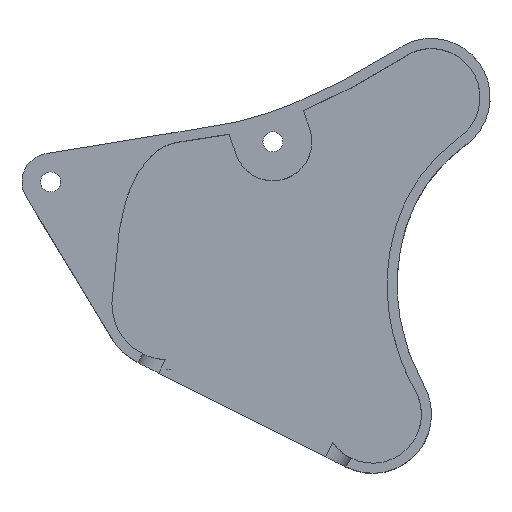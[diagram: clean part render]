
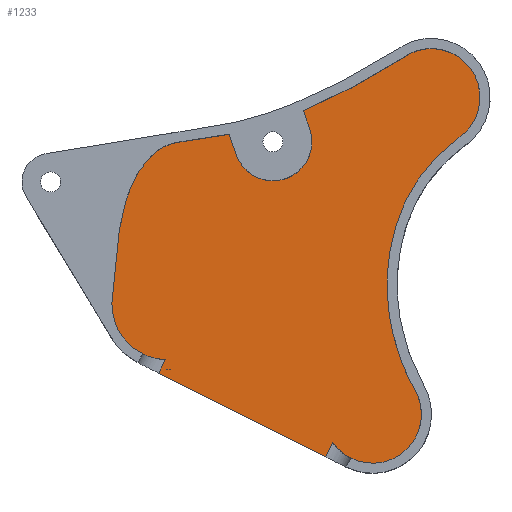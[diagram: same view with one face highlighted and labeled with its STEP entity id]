
A CAD part, top view. The second image highlights one B-rep face of the part: STEP entity #1233.
In plain terms, the highlighted planar face has unit normal (0, 0, 1).
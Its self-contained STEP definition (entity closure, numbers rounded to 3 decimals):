
#16=FACE_BOUND('',#327,.T.);
#26=PLANE('',#1337);
#104=LINE('',#3019,#166);
#105=LINE('',#3051,#167);
#106=LINE('',#3055,#168);
#107=LINE('',#3080,#169);
#108=LINE('',#3081,#170);
#166=VECTOR('',#1539,10.);
#167=VECTOR('',#1546,10.);
#168=VECTOR('',#1549,10.);
#169=VECTOR('',#1554,10.);
#170=VECTOR('',#1555,10.);
#251=FACE_OUTER_BOUND('',#326,.T.);
#326=EDGE_LOOP('',(#1010,#1011,#1012,#1013,#1014,#1015,#1016,#1017,#1018,
#1019,#1020,#1021,#1022,#1023));
#327=EDGE_LOOP('',(#1024,#1025));
#393=CIRCLE('',#1329,11.449);
#397=CIRCLE('',#1338,8.5);
#398=CIRCLE('',#1339,8.5);
#399=CIRCLE('',#1340,6.773);
#400=CIRCLE('',#1341,8.533);
#401=CIRCLE('',#1342,9.699);
#466=B_SPLINE_CURVE_WITH_KNOTS('',3,(#3024,#3025,#3026,#3027,#3028,#3029,
#3030,#3031,#3032,#3033,#3034,#3035,#3036,#3037,#3038,#3039),
 .UNSPECIFIED.,.F.,.F.,(4,3,3,3,3,4),(-1.,-0.984,-0.692,
-0.485,-0.263,0.),.UNSPECIFIED.);
#467=B_SPLINE_CURVE_WITH_KNOTS('',3,(#3043,#3044,#3045,#3046,#3047,#3048,
#3049),.UNSPECIFIED.,.F.,.F.,(4,3,4),(0.564,1.,1.001),
 .UNSPECIFIED.);
#468=B_SPLINE_CURVE_WITH_KNOTS('',3,(#3057,#3058,#3059,#3060),
 .UNSPECIFIED.,.F.,.F.,(4,4),(0.001,0.228),
 .UNSPECIFIED.);
#469=B_SPLINE_CURVE_WITH_KNOTS('',3,(#3064,#3065,#3066,#3067,#3068,#3069,
#3070,#3071,#3072,#3073,#3074,#3075,#3076),.UNSPECIFIED.,.F.,.F.,(4,3,3,
3,4),(0.001,0.462,0.818,1.,1.007),
 .UNSPECIFIED.);
#470=B_SPLINE_CURVE_WITH_KNOTS('',3,(#3082,#3083,#3084,#3085,#3086,#3087),
 .UNSPECIFIED.,.F.,.F.,(4,2,4),(-0.065,-0.033,
0.),.UNSPECIFIED.);
#553=VERTEX_POINT('',#2862);
#554=VERTEX_POINT('',#2864);
#559=VERTEX_POINT('',#3004);
#561=VERTEX_POINT('',#3008);
#562=VERTEX_POINT('',#3021);
#563=VERTEX_POINT('',#3023);
#564=VERTEX_POINT('',#3040);
#565=VERTEX_POINT('',#3042);
#566=VERTEX_POINT('',#3050);
#567=VERTEX_POINT('',#3052);
#568=VERTEX_POINT('',#3054);
#569=VERTEX_POINT('',#3056);
#570=VERTEX_POINT('',#3061);
#571=VERTEX_POINT('',#3063);
#572=VERTEX_POINT('',#3077);
#573=VERTEX_POINT('',#3079);
#714=EDGE_CURVE('',#553,#554,#393,.T.);
#727=EDGE_CURVE('',#561,#559,#104,.T.);
#728=EDGE_CURVE('',#562,#561,#397,.T.);
#729=EDGE_CURVE('',#563,#562,#466,.T.);
#730=EDGE_CURVE('',#564,#563,#398,.T.);
#731=EDGE_CURVE('',#565,#564,#467,.T.);
#732=EDGE_CURVE('',#566,#565,#105,.T.);
#733=EDGE_CURVE('',#567,#566,#399,.T.);
#734=EDGE_CURVE('',#568,#567,#106,.T.);
#735=EDGE_CURVE('',#569,#568,#468,.T.);
#736=EDGE_CURVE('',#570,#569,#400,.T.);
#737=EDGE_CURVE('',#571,#570,#469,.T.);
#738=EDGE_CURVE('',#572,#571,#401,.T.);
#739=EDGE_CURVE('',#573,#572,#107,.T.);
#740=EDGE_CURVE('',#559,#573,#108,.T.);
#741=EDGE_CURVE('',#554,#553,#470,.T.);
#1010=ORIENTED_EDGE('',*,*,#727,.F.);
#1011=ORIENTED_EDGE('',*,*,#728,.F.);
#1012=ORIENTED_EDGE('',*,*,#729,.F.);
#1013=ORIENTED_EDGE('',*,*,#730,.F.);
#1014=ORIENTED_EDGE('',*,*,#731,.F.);
#1015=ORIENTED_EDGE('',*,*,#732,.F.);
#1016=ORIENTED_EDGE('',*,*,#733,.F.);
#1017=ORIENTED_EDGE('',*,*,#734,.F.);
#1018=ORIENTED_EDGE('',*,*,#735,.F.);
#1019=ORIENTED_EDGE('',*,*,#736,.F.);
#1020=ORIENTED_EDGE('',*,*,#737,.F.);
#1021=ORIENTED_EDGE('',*,*,#738,.F.);
#1022=ORIENTED_EDGE('',*,*,#739,.F.);
#1023=ORIENTED_EDGE('',*,*,#740,.F.);
#1024=ORIENTED_EDGE('',*,*,#741,.F.);
#1025=ORIENTED_EDGE('',*,*,#714,.F.);
#1233=ADVANCED_FACE('',(#251,#16),#26,.T.);
#1329=AXIS2_PLACEMENT_3D('',#2865,#1518,#1519);
#1337=AXIS2_PLACEMENT_3D('',#3020,#1540,#1541);
#1338=AXIS2_PLACEMENT_3D('',#3022,#1542,#1543);
#1339=AXIS2_PLACEMENT_3D('',#3041,#1544,#1545);
#1340=AXIS2_PLACEMENT_3D('',#3053,#1547,#1548);
#1341=AXIS2_PLACEMENT_3D('',#3062,#1550,#1551);
#1342=AXIS2_PLACEMENT_3D('',#3078,#1552,#1553);
#1518=DIRECTION('center_axis',(0.,0.,
1.));
#1519=DIRECTION('ref_axis',(0.041,-0.999,0.));
#1539=DIRECTION('',(-0.448,-0.894,0.));
#1540=DIRECTION('center_axis',(0.,0.,1.));
#1541=DIRECTION('ref_axis',(1.,0.,0.));
#1542=DIRECTION('center_axis',(0.,0.,-1.));
#1543=DIRECTION('ref_axis',(-0.448,-0.894,0.));
#1544=DIRECTION('center_axis',(0.,0.,-1.));
#1545=DIRECTION('ref_axis',(0.589,-0.808,0.));
#1546=DIRECTION('',(-0.32,0.947,0.));
#1547=DIRECTION('center_axis',(0.,0.,1.));
#1548=DIRECTION('ref_axis',(1.,0.,0.));
#1549=DIRECTION('',(0.32,-0.947,0.));
#1550=DIRECTION('center_axis',(0.,0.,-1.));
#1551=DIRECTION('ref_axis',(-0.08,0.997,0.));
#1552=DIRECTION('center_axis',(0.,0.,-1.));
#1553=DIRECTION('ref_axis',(-1.,0.006,0.));
#1554=DIRECTION('',(0.448,0.894,0.));
#1555=DIRECTION('',(-0.894,0.448,0.));
#2862=CARTESIAN_POINT('',(52.52,3.013,-1.));
#2864=CARTESIAN_POINT('',(53.169,3.021,-1.));
#2865=CARTESIAN_POINT('Origin',(52.697,14.46,-1.));
#3004=CARTESIAN_POINT('',(80.213,-12.15,-1.));
#3008=CARTESIAN_POINT('',(81.446,-9.692,-1.));
#3019=CARTESIAN_POINT('',(86.698,0.78,-1.));
#3020=CARTESIAN_POINT('Origin',(75.043,22.808,-1.));
#3021=CARTESIAN_POINT('',(95.793,-0.614,-1.));
#3022=CARTESIAN_POINT('Origin',(88.384,-4.781,-1.));
#3023=CARTESIAN_POINT('',(103.594,43.527,-1.));
#3024=CARTESIAN_POINT('Ctrl Pts',(103.594,43.527,-1.));
#3025=CARTESIAN_POINT('Ctrl Pts',(103.375,43.367,-1.));
#3026=CARTESIAN_POINT('Ctrl Pts',(103.159,43.206,-1.));
#3027=CARTESIAN_POINT('Ctrl Pts',(102.946,43.043,-1.));
#3028=CARTESIAN_POINT('Ctrl Pts',(99.09,40.094,-1.));
#3029=CARTESIAN_POINT('Ctrl Pts',(96.211,36.638,-1.));
#3030=CARTESIAN_POINT('Ctrl Pts',(94.201,32.539,-1.));
#3031=CARTESIAN_POINT('Ctrl Pts',(92.764,29.609,-1.));
#3032=CARTESIAN_POINT('Ctrl Pts',(91.77,26.301,-1.));
#3033=CARTESIAN_POINT('Ctrl Pts',(91.275,22.824,-1.));
#3034=CARTESIAN_POINT('Ctrl Pts',(90.748,19.109,-1.));
#3035=CARTESIAN_POINT('Ctrl Pts',(90.804,15.296,-1.));
#3036=CARTESIAN_POINT('Ctrl Pts',(91.412,11.663,-1.));
#3037=CARTESIAN_POINT('Ctrl Pts',(92.132,7.366,-1.));
#3038=CARTESIAN_POINT('Ctrl Pts',(93.605,3.275,-1.));
#3039=CARTESIAN_POINT('Ctrl Pts',(95.793,-0.614,-1.));
#3040=CARTESIAN_POINT('',(93.535,57.231,-1.));
#3041=CARTESIAN_POINT('Origin',(98.587,50.396,-1.));
#3042=CARTESIAN_POINT('',(76.341,48.104,-1.));
#3043=CARTESIAN_POINT('Ctrl Pts',(76.341,48.104,-1.));
#3044=CARTESIAN_POINT('Ctrl Pts',(81.997,50.471,-1.));
#3045=CARTESIAN_POINT('Ctrl Pts',(87.71,53.572,-1.));
#3046=CARTESIAN_POINT('Ctrl Pts',(93.481,57.198,-1.));
#3047=CARTESIAN_POINT('Ctrl Pts',(93.499,57.209,-1.));
#3048=CARTESIAN_POINT('Ctrl Pts',(93.517,57.22,-1.));
#3049=CARTESIAN_POINT('Ctrl Pts',(93.535,57.231,-1.));
#3050=CARTESIAN_POINT('',(77.45,44.82,-1.));
#3051=CARTESIAN_POINT('',(77.45,44.82,-1.));
#3052=CARTESIAN_POINT('',(64.615,40.489,-1.));
#3053=CARTESIAN_POINT('Origin',(71.032,42.654,-1.));
#3054=CARTESIAN_POINT('',(63.43,43.999,-1.));
#3055=CARTESIAN_POINT('',(64.615,40.489,-1.));
#3056=CARTESIAN_POINT('',(54.857,42.654,-1.));
#3057=CARTESIAN_POINT('Ctrl Pts',(54.857,42.654,-1.));
#3058=CARTESIAN_POINT('Ctrl Pts',(57.691,42.927,-1.));
#3059=CARTESIAN_POINT('Ctrl Pts',(60.548,43.368,-1.));
#3060=CARTESIAN_POINT('Ctrl Pts',(63.43,43.999,-1.));
#3061=CARTESIAN_POINT('',(48.736,38.858,-1.));
#3062=CARTESIAN_POINT('Origin',(55.874,34.181,-1.));
#3063=CARTESIAN_POINT('',(42.998,14.482,-1.));
#3064=CARTESIAN_POINT('Ctrl Pts',(42.998,14.482,-1.));
#3065=CARTESIAN_POINT('Ctrl Pts',(43.282,19.943,-1.));
#3066=CARTESIAN_POINT('Ctrl Pts',(43.776,24.868,-1.));
#3067=CARTESIAN_POINT('Ctrl Pts',(44.578,28.88,-1.));
#3068=CARTESIAN_POINT('Ctrl Pts',(45.195,31.972,-1.));
#3069=CARTESIAN_POINT('Ctrl Pts',(46.014,34.451,-1.));
#3070=CARTESIAN_POINT('Ctrl Pts',(47.011,36.325,-1.));
#3071=CARTESIAN_POINT('Ctrl Pts',(47.522,37.286,-1.));
#3072=CARTESIAN_POINT('Ctrl Pts',(48.077,38.097,-1.));
#3073=CARTESIAN_POINT('Ctrl Pts',(48.663,38.773,-1.));
#3074=CARTESIAN_POINT('Ctrl Pts',(48.687,38.801,-1.));
#3075=CARTESIAN_POINT('Ctrl Pts',(48.712,38.829,-1.));
#3076=CARTESIAN_POINT('Ctrl Pts',(48.736,38.858,-1.));
#3077=CARTESIAN_POINT('',(52.311,4.769,-1.));
#3078=CARTESIAN_POINT('Origin',(52.697,14.46,-1.));
#3079=CARTESIAN_POINT('',(51.139,2.433,-1.));
#3080=CARTESIAN_POINT('',(57.624,15.362,-1.));
#3081=CARTESIAN_POINT('',(65.676,-4.858,-1.));
#3082=CARTESIAN_POINT('Ctrl Pts',(53.169,3.021,-1.));
#3083=CARTESIAN_POINT('Ctrl Pts',(53.061,3.02,-1.));
#3084=CARTESIAN_POINT('Ctrl Pts',(52.953,3.019,-1.));
#3085=CARTESIAN_POINT('Ctrl Pts',(52.736,3.016,-1.));
#3086=CARTESIAN_POINT('Ctrl Pts',(52.628,3.015,-1.));
#3087=CARTESIAN_POINT('Ctrl Pts',(52.52,3.013,-1.));
